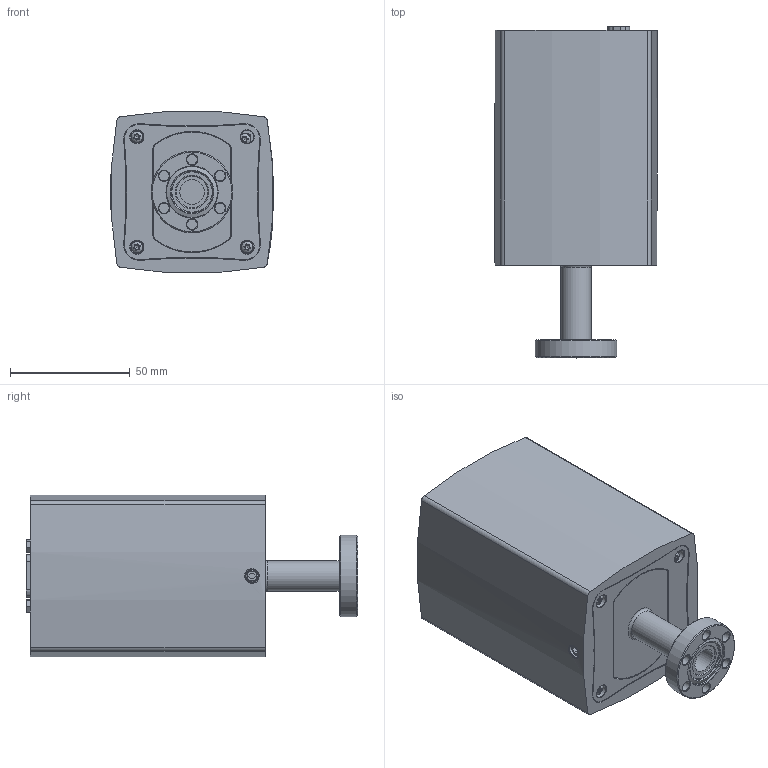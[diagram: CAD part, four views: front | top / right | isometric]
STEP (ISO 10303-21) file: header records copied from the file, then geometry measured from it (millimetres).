
FILE_DESCRIPTION(/* description */ (''),/* implementation_level */ '2;1');
FILE_NAME(/* name */ '315-376 CF16.stp',/* time_stamp */ '2023-06-29T11:37:59+02:00',/* author */ ('mich010'),/* organization */ (''),/* preprocessor_version */ 'ST-DEVELOPER v18.1',/* originating_system */ 'Autodesk Inventor 2021',/* authorisation */ '');
FILE_SCHEMA (('AUTOMOTIVE_DESIGN { 1 0 10303 214 3 1 1 }'));
Length unit declared in the file: millimetre
Products named in the file (1): Bauteil152
Bounding box: 67.96 x 138.44 x 67.42 mm (x, y, z)
Volume: 431417.1 mm3; surface area: 49958.2 mm2
Topology: 6 solids, 24 shells, 1309 faces, 3453 edges, 2270 vertices
Faces by surface type: plane 685, cylinder 345, cone 129, bspline 121, torus 23, sphere 6
Full cylindrical faces by diameter (mm): 2.05 x8, 2.156 x2, 2.5 x5, 2.6 x1, 2.7 x7, 2.9 x3, 3 x2, 3.4 x1, 4 x2, 4.2 x1, 4.3 x6, 5 x3, 5.4 x2, 5.5 x6, 6.3 x2, 10.2 x1, 12.7 x1, 18.6 x1, 21.3 x1, 21.4 x1, 34 x1
Entity records: 54879 total; most frequent: CARTESIAN_POINT 21284, ORIENTED_EDGE 6871, DIRECTION 6460, EDGE_CURVE 3440, AXIS2_PLACEMENT_3D 2280, VERTEX_POINT 2270, LINE 1900, VECTOR 1900
